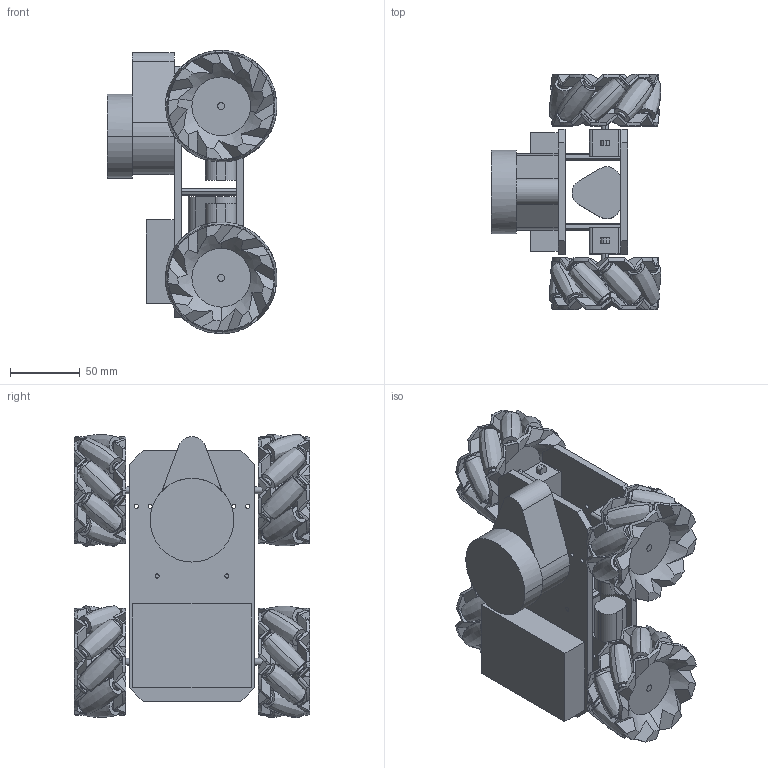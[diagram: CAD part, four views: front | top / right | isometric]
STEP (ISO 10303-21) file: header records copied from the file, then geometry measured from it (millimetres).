
FILE_DESCRIPTION (( 'STEP AP203' ), '1' );
FILE_NAME ('ares.STEP', '2020-01-19T04:40:10', ( '' ), ( '' ), 'SwSTEP 2.0', 'SolidWorks 2018', '' );
FILE_SCHEMA (( 'CONFIG_CONTROL_DESIGN' ));
Length unit declared in the file: millimetre
Products named in the file (14): prt0001; 菁啣; 萇喀; ________.stp; 萇繚啣; 闔親馨譟謫 - 幗謫; ares; ____.stp; TT鎮湛; 慾嫖濘湛; 闔親馨譟謫衵唅; 闔親馨譟謫.stp; 闔親馨譟謫酘唅; 肣翐-40
Assembly tree (38 placements, depth 4):
  ares
    菁啣  x2
    TT鎮湛  x4
    肣翐-40  x2
    慾嫖濘湛
    萇繚啣
    萇喀
    闔親馨譟謫酘唅  x2
      闔親馨譟謫.stp
        ____.stp  x2
        ________.stp  x9
    闔親馨譟謫衵唅  x2
      prt0001
      闔親馨譟謫 - 幗謫
Bounding box: 121.69 x 168.8 x 203.22 mm (x, y, z)
Volume: 880857.8 mm3; surface area: 306915.9 mm2
Topology: 55 solids, 55 shells, 1775 faces, 3865 edges, 2432 vertices
Faces by surface type: plane 861, cylinder 578, bspline 304, cone 32
Entity records: 16301 total; most frequent: CARTESIAN_POINT 5740, ORIENTED_EDGE 1766, DIRECTION 1623, EDGE_CURVE 883, AXIS2_PLACEMENT_3D 613, VERTEX_POINT 552, EDGE_LOOP 451, VECTOR 397
